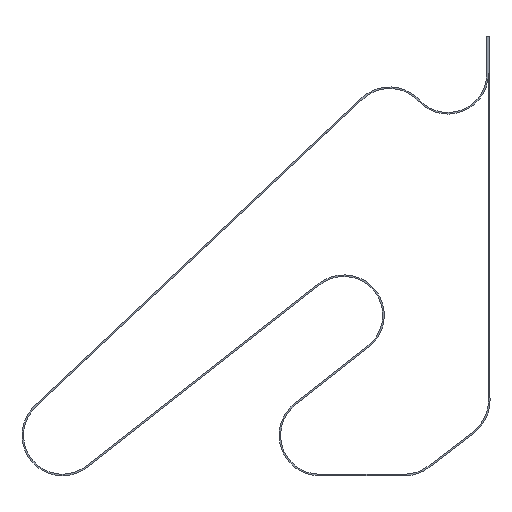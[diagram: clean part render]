
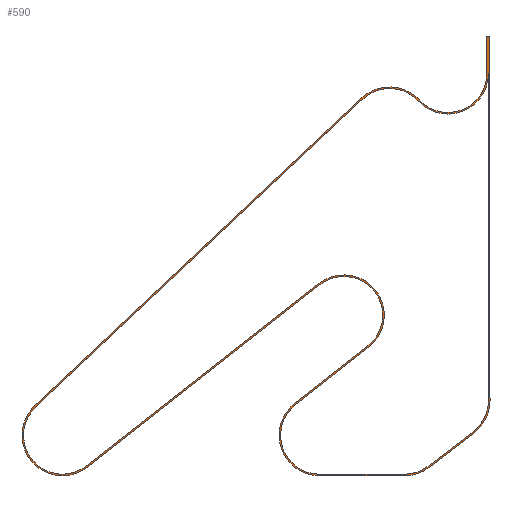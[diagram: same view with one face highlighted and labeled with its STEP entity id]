
A CAD part, top view. The second image highlights one B-rep face of the part: STEP entity #590.
In plain terms, the highlighted planar face has unit normal (0, 0, 1).
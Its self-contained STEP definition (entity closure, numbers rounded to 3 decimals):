
#34=FACE_BOUND('',#96,.T.);
#64=FACE_OUTER_BOUND('',#95,.T.);
#95=EDGE_LOOP('',(#517,#518,#519,#520,#521,#522,#523,#524,#525,#526,#527,
#528,#529,#530,#531));
#96=EDGE_LOOP('',(#532,#533,#534,#535,#536,#537,#538,#539,#540,#541,#542,
#543,#544));
#111=CIRCLE('',#654,28.05);
#112=CIRCLE('',#657,26.95);
#113=CIRCLE('',#660,26.95);
#114=CIRCLE('',#662,28.05);
#115=CIRCLE('',#666,28.05);
#116=CIRCLE('',#669,28.05);
#117=CIRCLE('',#672,28.05);
#118=CIRCLE('',#676,26.95);
#119=CIRCLE('',#679,26.95);
#120=CIRCLE('',#682,26.95);
#121=CIRCLE('',#685,26.95);
#122=CIRCLE('',#688,28.05);
#123=CIRCLE('',#691,28.05);
#124=CIRCLE('',#693,26.95);
#142=LINE('',#943,#198);
#145=LINE('',#951,#201);
#149=LINE('',#963,#205);
#151=LINE('',#968,#207);
#155=LINE('',#977,#211);
#158=LINE('',#985,#214);
#161=LINE('',#993,#217);
#163=LINE('',#997,#219);
#166=LINE('',#1006,#222);
#168=LINE('',#1012,#224);
#171=LINE('',#1019,#227);
#173=LINE('',#1026,#229);
#176=LINE('',#1034,#232);
#180=LINE('',#1045,#236);
#198=VECTOR('',#754,10.);
#201=VECTOR('',#763,10.);
#205=VECTOR('',#777,10.);
#207=VECTOR('',#781,10.);
#211=VECTOR('',#791,10.);
#214=VECTOR('',#800,10.);
#217=VECTOR('',#809,10.);
#219=VECTOR('',#813,10.);
#222=VECTOR('',#822,10.);
#224=VECTOR('',#830,10.);
#227=VECTOR('',#839,10.);
#229=VECTOR('',#847,10.);
#232=VECTOR('',#856,10.);
#236=VECTOR('',#870,10.);
#265=VERTEX_POINT('',#935);
#266=VERTEX_POINT('',#937);
#267=VERTEX_POINT('',#941);
#268=VERTEX_POINT('',#945);
#269=VERTEX_POINT('',#949);
#270=VERTEX_POINT('',#953);
#271=VERTEX_POINT('',#957);
#272=VERTEX_POINT('',#961);
#273=VERTEX_POINT('',#965);
#274=VERTEX_POINT('',#967);
#275=VERTEX_POINT('',#971);
#276=VERTEX_POINT('',#975);
#277=VERTEX_POINT('',#979);
#278=VERTEX_POINT('',#983);
#279=VERTEX_POINT('',#987);
#280=VERTEX_POINT('',#991);
#281=VERTEX_POINT('',#995);
#282=VERTEX_POINT('',#999);
#283=VERTEX_POINT('',#1001);
#284=VERTEX_POINT('',#1005);
#285=VERTEX_POINT('',#1011);
#286=VERTEX_POINT('',#1015);
#287=VERTEX_POINT('',#1021);
#288=VERTEX_POINT('',#1025);
#289=VERTEX_POINT('',#1029);
#290=VERTEX_POINT('',#1033);
#291=VERTEX_POINT('',#1037);
#292=VERTEX_POINT('',#1041);
#322=EDGE_CURVE('',#266,#265,#111,.T.);
#325=EDGE_CURVE('',#265,#267,#142,.T.);
#327=EDGE_CURVE('',#267,#268,#112,.T.);
#329=EDGE_CURVE('',#268,#269,#145,.T.);
#331=EDGE_CURVE('',#269,#270,#113,.T.);
#333=EDGE_CURVE('',#270,#271,#114,.T.);
#335=EDGE_CURVE('',#271,#272,#149,.T.);
#337=EDGE_CURVE('',#274,#273,#151,.T.);
#340=EDGE_CURVE('',#273,#275,#115,.T.);
#342=EDGE_CURVE('',#275,#276,#155,.T.);
#344=EDGE_CURVE('',#276,#277,#116,.T.);
#346=EDGE_CURVE('',#277,#278,#158,.T.);
#348=EDGE_CURVE('',#278,#279,#117,.T.);
#350=EDGE_CURVE('',#279,#280,#161,.T.);
#352=EDGE_CURVE('',#280,#281,#163,.T.);
#354=EDGE_CURVE('',#283,#282,#118,.T.);
#356=EDGE_CURVE('',#284,#283,#166,.T.);
#358=EDGE_CURVE('',#272,#284,#119,.T.);
#359=EDGE_CURVE('',#285,#266,#168,.T.);
#361=EDGE_CURVE('',#286,#285,#120,.T.);
#363=EDGE_CURVE('',#282,#286,#171,.T.);
#364=EDGE_CURVE('',#287,#274,#121,.T.);
#366=EDGE_CURVE('',#288,#287,#173,.T.);
#368=EDGE_CURVE('',#289,#288,#122,.T.);
#370=EDGE_CURVE('',#290,#289,#176,.T.);
#372=EDGE_CURVE('',#291,#290,#123,.T.);
#374=EDGE_CURVE('',#292,#291,#124,.T.);
#376=EDGE_CURVE('',#281,#292,#180,.T.);
#517=ORIENTED_EDGE('',*,*,#350,.T.);
#518=ORIENTED_EDGE('',*,*,#352,.T.);
#519=ORIENTED_EDGE('',*,*,#376,.T.);
#520=ORIENTED_EDGE('',*,*,#374,.T.);
#521=ORIENTED_EDGE('',*,*,#372,.T.);
#522=ORIENTED_EDGE('',*,*,#370,.T.);
#523=ORIENTED_EDGE('',*,*,#368,.T.);
#524=ORIENTED_EDGE('',*,*,#366,.T.);
#525=ORIENTED_EDGE('',*,*,#364,.T.);
#526=ORIENTED_EDGE('',*,*,#337,.T.);
#527=ORIENTED_EDGE('',*,*,#340,.T.);
#528=ORIENTED_EDGE('',*,*,#342,.T.);
#529=ORIENTED_EDGE('',*,*,#344,.T.);
#530=ORIENTED_EDGE('',*,*,#346,.T.);
#531=ORIENTED_EDGE('',*,*,#348,.T.);
#532=ORIENTED_EDGE('',*,*,#329,.T.);
#533=ORIENTED_EDGE('',*,*,#331,.T.);
#534=ORIENTED_EDGE('',*,*,#333,.T.);
#535=ORIENTED_EDGE('',*,*,#335,.T.);
#536=ORIENTED_EDGE('',*,*,#358,.T.);
#537=ORIENTED_EDGE('',*,*,#356,.T.);
#538=ORIENTED_EDGE('',*,*,#354,.T.);
#539=ORIENTED_EDGE('',*,*,#363,.T.);
#540=ORIENTED_EDGE('',*,*,#361,.T.);
#541=ORIENTED_EDGE('',*,*,#359,.T.);
#542=ORIENTED_EDGE('',*,*,#322,.T.);
#543=ORIENTED_EDGE('',*,*,#325,.T.);
#544=ORIENTED_EDGE('',*,*,#327,.T.);
#560=PLANE('',#695);
#590=ADVANCED_FACE('',(#64,#34),#560,.T.);
#654=AXIS2_PLACEMENT_3D('',#938,#748,#749);
#657=AXIS2_PLACEMENT_3D('',#947,#758,#759);
#660=AXIS2_PLACEMENT_3D('',#955,#767,#768);
#662=AXIS2_PLACEMENT_3D('',#959,#772,#773);
#666=AXIS2_PLACEMENT_3D('',#973,#786,#787);
#669=AXIS2_PLACEMENT_3D('',#981,#795,#796);
#672=AXIS2_PLACEMENT_3D('',#989,#804,#805);
#676=AXIS2_PLACEMENT_3D('',#1002,#817,#818);
#679=AXIS2_PLACEMENT_3D('',#1009,#826,#827);
#682=AXIS2_PLACEMENT_3D('',#1016,#834,#835);
#685=AXIS2_PLACEMENT_3D('',#1022,#842,#843);
#688=AXIS2_PLACEMENT_3D('',#1030,#851,#852);
#691=AXIS2_PLACEMENT_3D('',#1038,#860,#861);
#693=AXIS2_PLACEMENT_3D('',#1042,#865,#866);
#695=AXIS2_PLACEMENT_3D('',#1046,#871,#872);
#748=DIRECTION('center_axis',(0.,0.,1.));
#749=DIRECTION('ref_axis',(-0.617,0.787,0.));
#754=DIRECTION('',(-0.787,-0.617,0.));
#758=DIRECTION('center_axis',(0.,0.,-1.));
#759=DIRECTION('ref_axis',(-0.685,0.728,0.));
#763=DIRECTION('',(0.728,0.685,0.));
#767=DIRECTION('center_axis',(0.,0.,-1.));
#768=DIRECTION('ref_axis',(0.735,0.678,0.));
#772=DIRECTION('center_axis',(0.,0.,1.));
#773=DIRECTION('ref_axis',(0.735,0.678,0.));
#777=DIRECTION('',(0.,-1.,0.));
#781=DIRECTION('',(-0.787,-0.617,0.));
#786=DIRECTION('center_axis',(0.,0.,1.));
#787=DIRECTION('ref_axis',(0.617,-0.787,0.));
#791=DIRECTION('',(1.,0.,0.));
#795=DIRECTION('center_axis',(0.,0.,1.));
#796=DIRECTION('ref_axis',(0.,1.,0.));
#800=DIRECTION('',(0.794,0.609,0.));
#804=DIRECTION('center_axis',(0.,0.,1.));
#805=DIRECTION('ref_axis',(-0.609,0.794,0.));
#809=DIRECTION('',(0.,1.,0.));
#813=DIRECTION('',(-1.,0.,0.));
#817=DIRECTION('center_axis',(0.,0.,-1.));
#818=DIRECTION('ref_axis',(0.,-1.,0.));
#822=DIRECTION('',(-0.794,-0.609,0.));
#826=DIRECTION('center_axis',(0.,0.,-1.));
#827=DIRECTION('ref_axis',(0.609,-0.794,0.));
#830=DIRECTION('',(0.787,0.617,0.));
#834=DIRECTION('center_axis',(0.,0.,-1.));
#835=DIRECTION('ref_axis',(-0.617,0.787,0.));
#839=DIRECTION('',(-1.,0.,0.));
#842=DIRECTION('center_axis',(0.,0.,-1.));
#843=DIRECTION('ref_axis',(0.617,-0.787,0.));
#847=DIRECTION('',(0.787,0.617,0.));
#851=DIRECTION('center_axis',(0.,0.,1.));
#852=DIRECTION('ref_axis',(0.685,-0.728,0.));
#856=DIRECTION('',(-0.728,-0.685,0.));
#860=DIRECTION('center_axis',(0.,0.,1.));
#861=DIRECTION('ref_axis',(-0.735,-0.678,0.));
#865=DIRECTION('center_axis',(0.,0.,-1.));
#866=DIRECTION('ref_axis',(-0.735,-0.678,0.));
#870=DIRECTION('',(0.,-1.,0.));
#871=DIRECTION('center_axis',(0.,0.,1.));
#872=DIRECTION('ref_axis',(1.,0.,0.));
#935=CARTESIAN_POINT('',(681.533,503.914,7.));
#937=CARTESIAN_POINT('',(716.169,459.783,7.));
#938=CARTESIAN_POINT('Origin',(698.851,481.849,7.));
#941=CARTESIAN_POINT('',(520.465,377.502,7.));
#943=CARTESIAN_POINT('',(665.039,490.969,7.));
#945=CARTESIAN_POINT('',(485.355,418.326,7.));
#947=CARTESIAN_POINT('Origin',(503.826,398.702,7.));
#949=CARTESIAN_POINT('',(712.075,631.73,7.));
#951=CARTESIAN_POINT('',(543.572,473.124,7.));
#953=CARTESIAN_POINT('',(750.362,630.371,7.));
#955=CARTESIAN_POINT('Origin',(730.546,612.106,7.));
#957=CARTESIAN_POINT('',(799.037,649.382,7.));
#959=CARTESIAN_POINT('Origin',(770.987,649.382,7.));
#961=CARTESIAN_POINT('',(799.037,422.701,7.));
#963=CARTESIAN_POINT('',(799.037,564.381,7.));
#965=CARTESIAN_POINT('',(664.676,420.768,7.));
#967=CARTESIAN_POINT('',(715.49,460.648,7.));
#968=CARTESIAN_POINT('',(698.996,447.703,7.));
#971=CARTESIAN_POINT('',(681.994,370.652,7.));
#973=CARTESIAN_POINT('Origin',(681.994,398.702,7.));
#975=CARTESIAN_POINT('',(740.794,370.652,7.));
#977=CARTESIAN_POINT('',(664.737,370.652,7.));
#979=CARTESIAN_POINT('',(757.864,376.444,7.));
#981=CARTESIAN_POINT('Origin',(740.794,398.702,7.));
#983=CARTESIAN_POINT('',(789.157,400.443,7.));
#985=CARTESIAN_POINT('',(747.965,368.853,7.));
#987=CARTESIAN_POINT('',(800.137,422.701,7.));
#989=CARTESIAN_POINT('Origin',(772.087,422.701,7.));
#991=CARTESIAN_POINT('',(800.137,675.332,7.));
#993=CARTESIAN_POINT('',(800.137,451.041,7.));
#995=CARTESIAN_POINT('',(797.937,675.332,7.));
#997=CARTESIAN_POINT('',(734.284,675.332,7.));
#999=CARTESIAN_POINT('',(740.794,371.752,7.));
#1001=CARTESIAN_POINT('',(757.194,377.317,7.));
#1002=CARTESIAN_POINT('Origin',(740.794,398.702,7.));
#1005=CARTESIAN_POINT('',(788.488,401.316,7.));
#1006=CARTESIAN_POINT('',(762.943,381.725,7.));
#1009=CARTESIAN_POINT('Origin',(772.087,422.701,7.));
#1011=CARTESIAN_POINT('',(665.355,419.902,7.));
#1012=CARTESIAN_POINT('',(674.268,426.897,7.));
#1015=CARTESIAN_POINT('',(681.994,371.752,7.));
#1016=CARTESIAN_POINT('Origin',(681.994,398.702,7.));
#1019=CARTESIAN_POINT('',(694.137,371.752,7.));
#1021=CARTESIAN_POINT('',(682.212,503.049,7.));
#1022=CARTESIAN_POINT('Origin',(698.851,481.849,7.));
#1025=CARTESIAN_POINT('',(521.144,376.636,7.));
#1026=CARTESIAN_POINT('',(585.184,426.897,7.));
#1029=CARTESIAN_POINT('',(484.601,419.127,7.));
#1030=CARTESIAN_POINT('Origin',(503.826,398.702,7.));
#1033=CARTESIAN_POINT('',(711.321,632.531,7.));
#1034=CARTESIAN_POINT('',(656.178,580.627,7.));
#1037=CARTESIAN_POINT('',(751.171,631.117,7.));
#1038=CARTESIAN_POINT('Origin',(730.546,612.106,7.));
#1041=CARTESIAN_POINT('',(797.937,649.382,7.));
#1042=CARTESIAN_POINT('Origin',(770.987,649.382,7.));
#1045=CARTESIAN_POINT('',(797.937,577.356,7.));
#1046=CARTESIAN_POINT('Origin',(647.48,479.38,7.));
